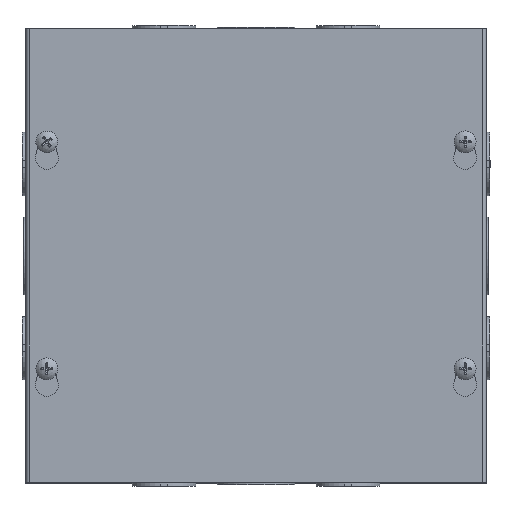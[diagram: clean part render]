
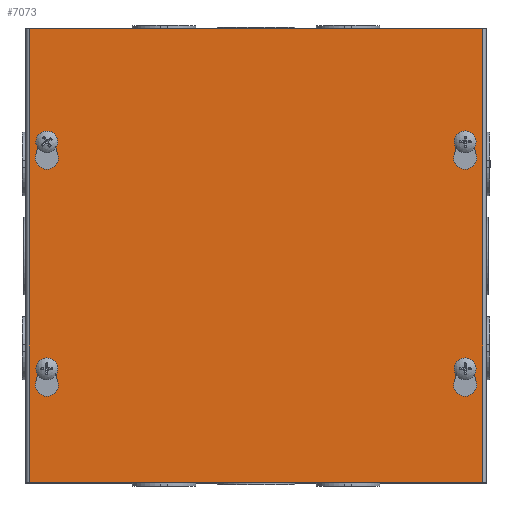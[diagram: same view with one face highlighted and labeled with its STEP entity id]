
A CAD part, top view. The second image highlights one B-rep face of the part: STEP entity #7073.
In plain terms, the highlighted planar face has unit normal (0, 0, 1).
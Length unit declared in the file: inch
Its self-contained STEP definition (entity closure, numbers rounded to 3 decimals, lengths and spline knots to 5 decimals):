
#196=FACE_BOUND($,#1255,.T.);
#197=FACE_BOUND($,#1256,.T.);
#198=FACE_BOUND($,#1257,.T.);
#199=FACE_BOUND($,#1258,.T.);
#200=FACE_BOUND($,#1259,.T.);
#338=CIRCLE($,#7585,0.203);
#340=CIRCLE($,#7589,0.125);
#342=CIRCLE($,#7593,0.203);
#344=CIRCLE($,#7597,0.125);
#346=CIRCLE($,#7601,0.203);
#348=CIRCLE($,#7605,0.125);
#350=CIRCLE($,#7609,0.203);
#352=CIRCLE($,#7613,0.125);
#1255=EDGE_LOOP($,(#5902,#5903,#5904,#5905));
#1256=EDGE_LOOP($,(#5906,#5907,#5908,#5909));
#1257=EDGE_LOOP($,(#5910,#5911,#5912,#5913));
#1258=EDGE_LOOP($,(#5914,#5915,#5916,#5917));
#1259=EDGE_LOOP($,(#5918,#5919,#5920,#5921));
#1924=LINE($,#11236,#2614);
#1928=LINE($,#11248,#2618);
#1932=LINE($,#11260,#2622);
#1936=LINE($,#11272,#2626);
#1940=LINE($,#11284,#2630);
#1944=LINE($,#11296,#2634);
#1948=LINE($,#11308,#2638);
#1952=LINE($,#11320,#2642);
#1954=LINE($,#11328,#2644);
#1958=LINE($,#11336,#2648);
#1961=LINE($,#11342,#2651);
#1964=LINE($,#11347,#2654);
#2614=VECTOR($,#9262,0.26996);
#2618=VECTOR($,#9274,0.26996);
#2622=VECTOR($,#9286,0.26996);
#2626=VECTOR($,#9298,0.26996);
#2630=VECTOR($,#9310,0.26996);
#2634=VECTOR($,#9322,0.26996);
#2638=VECTOR($,#9334,0.26996);
#2642=VECTOR($,#9346,0.26996);
#2644=VECTOR($,#9356,8.);
#2648=VECTOR($,#9362,8.);
#2651=VECTOR($,#9367,8.);
#2654=VECTOR($,#9372,8.);
#3146=VERTEX_POINT($,#11233);
#3147=VERTEX_POINT($,#11235);
#3149=VERTEX_POINT($,#11241);
#3151=VERTEX_POINT($,#11247);
#3154=VERTEX_POINT($,#11257);
#3155=VERTEX_POINT($,#11259);
#3157=VERTEX_POINT($,#11265);
#3159=VERTEX_POINT($,#11271);
#3162=VERTEX_POINT($,#11281);
#3163=VERTEX_POINT($,#11283);
#3165=VERTEX_POINT($,#11289);
#3167=VERTEX_POINT($,#11295);
#3170=VERTEX_POINT($,#11305);
#3171=VERTEX_POINT($,#11307);
#3173=VERTEX_POINT($,#11313);
#3175=VERTEX_POINT($,#11319);
#3176=VERTEX_POINT($,#11326);
#3177=VERTEX_POINT($,#11327);
#3180=VERTEX_POINT($,#11335);
#3182=VERTEX_POINT($,#11341);
#3999=EDGE_CURVE($,#3147,#3146,#1924,.T.);
#4002=EDGE_CURVE($,#3149,#3147,#338,.T.);
#4005=EDGE_CURVE($,#3151,#3149,#1928,.T.);
#4008=EDGE_CURVE($,#3146,#3151,#340,.T.);
#4011=EDGE_CURVE($,#3155,#3154,#1932,.T.);
#4014=EDGE_CURVE($,#3157,#3155,#342,.T.);
#4017=EDGE_CURVE($,#3159,#3157,#1936,.T.);
#4020=EDGE_CURVE($,#3154,#3159,#344,.T.);
#4023=EDGE_CURVE($,#3163,#3162,#1940,.T.);
#4026=EDGE_CURVE($,#3165,#3163,#346,.T.);
#4029=EDGE_CURVE($,#3167,#3165,#1944,.T.);
#4032=EDGE_CURVE($,#3162,#3167,#348,.T.);
#4035=EDGE_CURVE($,#3171,#3170,#1948,.T.);
#4038=EDGE_CURVE($,#3173,#3171,#350,.T.);
#4041=EDGE_CURVE($,#3175,#3173,#1952,.T.);
#4044=EDGE_CURVE($,#3170,#3175,#352,.T.);
#4045=EDGE_CURVE($,#3176,#3177,#1954,.T.);
#4049=EDGE_CURVE($,#3177,#3180,#1958,.T.);
#4052=EDGE_CURVE($,#3180,#3182,#1961,.T.);
#4055=EDGE_CURVE($,#3182,#3176,#1964,.T.);
#5902=ORIENTED_EDGE($,*,*,#3999,.T.);
#5903=ORIENTED_EDGE($,*,*,#4008,.T.);
#5904=ORIENTED_EDGE($,*,*,#4005,.T.);
#5905=ORIENTED_EDGE($,*,*,#4002,.T.);
#5906=ORIENTED_EDGE($,*,*,#4011,.T.);
#5907=ORIENTED_EDGE($,*,*,#4020,.T.);
#5908=ORIENTED_EDGE($,*,*,#4017,.T.);
#5909=ORIENTED_EDGE($,*,*,#4014,.T.);
#5910=ORIENTED_EDGE($,*,*,#4023,.T.);
#5911=ORIENTED_EDGE($,*,*,#4032,.T.);
#5912=ORIENTED_EDGE($,*,*,#4029,.T.);
#5913=ORIENTED_EDGE($,*,*,#4026,.T.);
#5914=ORIENTED_EDGE($,*,*,#4035,.T.);
#5915=ORIENTED_EDGE($,*,*,#4044,.T.);
#5916=ORIENTED_EDGE($,*,*,#4041,.T.);
#5917=ORIENTED_EDGE($,*,*,#4038,.T.);
#5918=ORIENTED_EDGE($,*,*,#4045,.F.);
#5919=ORIENTED_EDGE($,*,*,#4055,.F.);
#5920=ORIENTED_EDGE($,*,*,#4052,.F.);
#5921=ORIENTED_EDGE($,*,*,#4049,.F.);
#6327=PLANE($,#7619);
#7073=ADVANCED_FACE($,(#196,#197,#198,#199,#200),#6327,.T.);
#7585=AXIS2_PLACEMENT_3D($,#11242,#9268,#9269);
#7589=AXIS2_PLACEMENT_3D($,#11252,#9280,#9281);
#7593=AXIS2_PLACEMENT_3D($,#11266,#9292,#9293);
#7597=AXIS2_PLACEMENT_3D($,#11276,#9304,#9305);
#7601=AXIS2_PLACEMENT_3D($,#11290,#9316,#9317);
#7605=AXIS2_PLACEMENT_3D($,#11300,#9328,#9329);
#7609=AXIS2_PLACEMENT_3D($,#11314,#9340,#9341);
#7613=AXIS2_PLACEMENT_3D($,#11324,#9352,#9353);
#7619=AXIS2_PLACEMENT_3D($,#11350,#9376,#9377);
#9262=DIRECTION($,(0.278,0.961,0.));
#9268=DIRECTION('center_axis',(0.,0.,-1.));
#9269=DIRECTION('ref_axis',(-0.961,0.278,0.));
#9274=DIRECTION($,(0.278,-0.961,0.));
#9280=DIRECTION('center_axis',(0.,0.,-1.));
#9281=DIRECTION('ref_axis',(0.961,0.278,0.));
#9286=DIRECTION($,(0.278,0.961,0.));
#9292=DIRECTION('center_axis',(0.,0.,-1.));
#9293=DIRECTION('ref_axis',(-0.961,0.278,0.));
#9298=DIRECTION($,(0.278,-0.961,0.));
#9304=DIRECTION('center_axis',(0.,0.,-1.));
#9305=DIRECTION('ref_axis',(0.961,0.278,0.));
#9310=DIRECTION($,(0.278,0.961,0.));
#9316=DIRECTION('center_axis',(0.,0.,-1.));
#9317=DIRECTION('ref_axis',(-0.961,0.278,0.));
#9322=DIRECTION($,(0.278,-0.961,0.));
#9328=DIRECTION('center_axis',(0.,0.,-1.));
#9329=DIRECTION('ref_axis',(0.961,0.278,0.));
#9334=DIRECTION($,(0.278,0.961,0.));
#9340=DIRECTION('center_axis',(0.,0.,-1.));
#9341=DIRECTION('ref_axis',(-0.961,0.278,0.));
#9346=DIRECTION($,(0.278,-0.961,0.));
#9352=DIRECTION('center_axis',(0.,0.,-1.));
#9353=DIRECTION('ref_axis',(0.961,0.278,0.));
#9356=DIRECTION($,(0.,1.,0.));
#9362=DIRECTION($,(1.,0.,0.));
#9367=DIRECTION($,(0.,-1.,0.));
#9372=DIRECTION($,(-1.,0.,0.));
#9376=DIRECTION('center_axis',(0.,0.,1.));
#9377=DIRECTION('ref_axis',(1.,0.,0.));
#11233=CARTESIAN_POINT('',(7.56741,2.0347,0.0625));
#11235=CARTESIAN_POINT('',(7.49248,1.77535,0.0625));
#11236=CARTESIAN_POINT($,(7.69202,2.46597,0.0625));
#11241=CARTESIAN_POINT('',(7.88252,1.77535,0.0625));
#11242=CARTESIAN_POINT('Origin',(7.6875,1.719,0.0625));
#11247=CARTESIAN_POINT('',(7.80759,2.0347,0.0625));
#11248=CARTESIAN_POINT($,(7.43632,3.31965,0.0625));
#11252=CARTESIAN_POINT('Origin',(7.6875,2.,0.0625));
#11257=CARTESIAN_POINT('',(0.19241,2.0347,0.0625));
#11259=CARTESIAN_POINT('',(0.11748,1.77535,0.0625));
#11260=CARTESIAN_POINT($,(0.60115,3.44932,0.0625));
#11265=CARTESIAN_POINT('',(0.50752,1.77535,0.0625));
#11266=CARTESIAN_POINT('Origin',(0.3125,1.719,0.0625));
#11271=CARTESIAN_POINT('',(0.43259,2.0347,0.0625));
#11272=CARTESIAN_POINT($,(0.34545,2.3363,0.0625));
#11276=CARTESIAN_POINT('Origin',(0.3125,2.,0.0625));
#11281=CARTESIAN_POINT('',(7.56741,6.0347,0.0625));
#11283=CARTESIAN_POINT('',(7.49248,5.77535,0.0625));
#11284=CARTESIAN_POINT($,(7.15868,4.62007,0.0625));
#11289=CARTESIAN_POINT('',(7.88252,5.77535,0.0625));
#11290=CARTESIAN_POINT('Origin',(7.6875,5.719,0.0625));
#11295=CARTESIAN_POINT('',(7.80759,6.0347,0.0625));
#11296=CARTESIAN_POINT($,(7.96966,5.47375,0.0625));
#11300=CARTESIAN_POINT('Origin',(7.6875,6.,0.0625));
#11305=CARTESIAN_POINT('',(0.19241,6.0347,0.0625));
#11307=CARTESIAN_POINT('',(0.11748,5.77535,0.0625));
#11308=CARTESIAN_POINT($,(0.0678,5.60342,0.0625));
#11313=CARTESIAN_POINT('',(0.50752,5.77535,0.0625));
#11314=CARTESIAN_POINT('Origin',(0.3125,5.719,0.0625));
#11319=CARTESIAN_POINT('',(0.43259,6.0347,0.0625));
#11320=CARTESIAN_POINT($,(0.87879,4.4904,0.0625));
#11324=CARTESIAN_POINT('Origin',(0.3125,6.,0.0625));
#11326=CARTESIAN_POINT('',(0.,0.,0.0625));
#11327=CARTESIAN_POINT('',(0.,8.,0.0625));
#11328=CARTESIAN_POINT($,(0.,8.,0.0625));
#11335=CARTESIAN_POINT('',(8.,8.,0.0625));
#11336=CARTESIAN_POINT($,(8.,8.,0.0625));
#11341=CARTESIAN_POINT('',(8.,0.,0.0625));
#11342=CARTESIAN_POINT($,(8.,0.,0.0625));
#11347=CARTESIAN_POINT($,(0.,0.,0.0625));
#11350=CARTESIAN_POINT('Origin',(4.,4.,0.0625));
